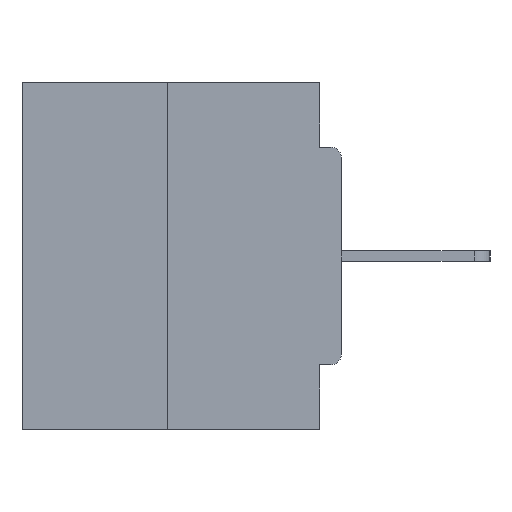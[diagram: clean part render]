
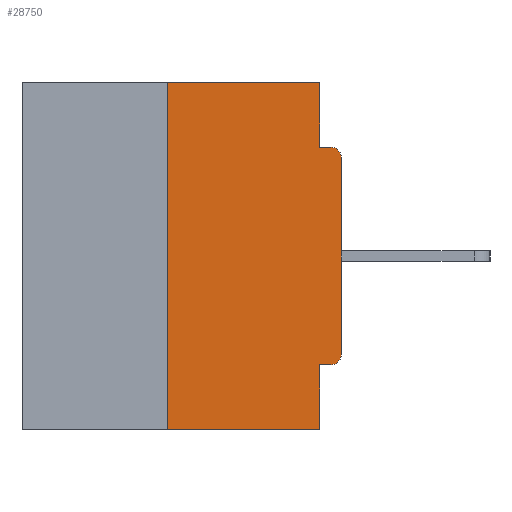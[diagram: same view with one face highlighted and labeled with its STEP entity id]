
A CAD part, left-side view. The second image highlights one B-rep face of the part: STEP entity #28750.
In plain terms, the highlighted planar face has unit normal (-1, 0, 0).
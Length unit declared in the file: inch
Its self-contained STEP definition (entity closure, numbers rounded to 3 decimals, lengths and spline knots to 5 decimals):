
#15 = AXIS2_PLACEMENT_3D ( 'NONE', #3355, #19435, #5641 ) ;
#65 = ORIENTED_EDGE ( 'NONE', *, *, #26476, .F. ) ;
#235 = EDGE_CURVE ( 'NONE', #26623, #2053, #18760, .T. ) ;
#654 = CARTESIAN_POINT ( 'NONE',  ( 0., 0.46, 0. ) ) ;
#1452 = FACE_OUTER_BOUND ( 'NONE', #26130, .T. ) ;
#1649 = EDGE_CURVE ( 'NONE', #21484, #23466, #23172, .T. ) ;
#1689 = EDGE_CURVE ( 'NONE', #22419, #21484, #28482, .T. ) ;
#1906 = DIRECTION ( 'NONE',  ( 0., -1., 0. ) ) ;
#2053 = VERTEX_POINT ( 'NONE', #25019 ) ;
#2813 = CARTESIAN_POINT ( 'NONE',  ( 0., 0.015, -0.4065 ) ) ;
#2922 = DIRECTION ( 'NONE',  ( 0., 0., -1. ) ) ;
#3355 = CARTESIAN_POINT ( 'NONE',  ( 0., 0.015, -0.1085 ) ) ;
#3494 = CARTESIAN_POINT ( 'NONE',  ( 0., 0.031, -0.0935 ) ) ;
#3615 = CARTESIAN_POINT ( 'NONE',  ( 0., 0.46, -0.5 ) ) ;
#4008 = VECTOR ( 'NONE', #20651, 39.37008 ) ;
#4064 = VECTOR ( 'NONE', #14229, 39.37008 ) ;
#4189 = EDGE_CURVE ( 'NONE', #22419, #25980, #17090, .T. ) ;
#4506 = CARTESIAN_POINT ( 'NONE',  ( 0., 0.031, 0. ) ) ;
#4954 = VECTOR ( 'NONE', #16917, 39.37008 ) ;
#5007 = CARTESIAN_POINT ( 'NONE',  ( 0., 0.015, -0.0935 ) ) ;
#5313 = CARTESIAN_POINT ( 'NONE',  ( 0., 0.031, 0. ) ) ;
#5380 = ORIENTED_EDGE ( 'NONE', *, *, #4189, .T. ) ;
#5641 = DIRECTION ( 'NONE',  ( 0., 0., -1. ) ) ;
#6502 = VECTOR ( 'NONE', #8533, 39.37008 ) ;
#7022 = VERTEX_POINT ( 'NONE', #17127 ) ;
#7168 = CARTESIAN_POINT ( 'NONE',  ( 0., 0., -0.4065 ) ) ;
#7171 = CARTESIAN_POINT ( 'NONE',  ( 0., 0.031, -0.5 ) ) ;
#8361 = EDGE_CURVE ( 'NONE', #7022, #22958, #15451, .T. ) ;
#8533 = DIRECTION ( 'NONE',  ( 0., 1., 0. ) ) ;
#9017 = ORIENTED_EDGE ( 'NONE', *, *, #235, .F. ) ;
#9157 = CARTESIAN_POINT ( 'NONE',  ( 0., 0.015, -0.3915 ) ) ;
#9514 = LINE ( 'NONE', #13328, #20978 ) ;
#10069 = CARTESIAN_POINT ( 'NONE',  ( 0., 0., -0.1085 ) ) ;
#10141 = LINE ( 'NONE', #4506, #4008 ) ;
#10304 = CARTESIAN_POINT ( 'NONE',  ( 0., 0.25, -0.5 ) ) ;
#10429 = ORIENTED_EDGE ( 'NONE', *, *, #26467, .T. ) ;
#10803 = ORIENTED_EDGE ( 'NONE', *, *, #25253, .F. ) ;
#11423 = DIRECTION ( 'NONE',  ( 0., 0., -1. ) ) ;
#13328 = CARTESIAN_POINT ( 'NONE',  ( 0., 0., -0.0935 ) ) ;
#14229 = DIRECTION ( 'NONE',  ( 0., -1., 0. ) ) ;
#14792 = ORIENTED_EDGE ( 'NONE', *, *, #8361, .T. ) ;
#15451 = LINE ( 'NONE', #16587, #21441 ) ;
#16034 = CARTESIAN_POINT ( 'NONE',  ( 0., 0.25, 0. ) ) ;
#16167 = CARTESIAN_POINT ( 'NONE',  ( 0., 0.25, 0. ) ) ;
#16521 = DIRECTION ( 'NONE',  ( 0., 0., 1. ) ) ;
#16587 = CARTESIAN_POINT ( 'NONE',  ( 0., 0., 0. ) ) ;
#16738 = DIRECTION ( 'NONE',  ( 1., 0., 0. ) ) ;
#16883 = CARTESIAN_POINT ( 'NONE',  ( 0., 0.46, 0. ) ) ;
#16917 = DIRECTION ( 'NONE',  ( 0., -1., 0. ) ) ;
#17090 = LINE ( 'NONE', #3615, #4064 ) ;
#17127 = CARTESIAN_POINT ( 'NONE',  ( 0., 0., -0.3915 ) ) ;
#17931 = CARTESIAN_POINT ( 'NONE',  ( 0., 0.031, -0.5 ) ) ;
#18760 = LINE ( 'NONE', #7168, #6502 ) ;
#19020 = EDGE_CURVE ( 'NONE', #22958, #21611, #25472, .T. ) ;
#19435 = DIRECTION ( 'NONE',  ( -1., 0., 0. ) ) ;
#20177 = DIRECTION ( 'NONE',  ( 0., 0., -1. ) ) ;
#20651 = DIRECTION ( 'NONE',  ( 0., 0., -1. ) ) ;
#20715 = VECTOR ( 'NONE', #20177, 39.37008 ) ;
#20944 = AXIS2_PLACEMENT_3D ( 'NONE', #654, #16738, #2922 ) ;
#20978 = VECTOR ( 'NONE', #1906, 39.37008 ) ;
#21441 = VECTOR ( 'NONE', #16521, 39.37008 ) ;
#21484 = VERTEX_POINT ( 'NONE', #16034 ) ;
#21611 = VERTEX_POINT ( 'NONE', #5007 ) ;
#22207 = ORIENTED_EDGE ( 'NONE', *, *, #19020, .T. ) ;
#22419 = VERTEX_POINT ( 'NONE', #10304 ) ;
#22889 = ORIENTED_EDGE ( 'NONE', *, *, #1689, .F. ) ;
#22958 = VERTEX_POINT ( 'NONE', #10069 ) ;
#22962 = CIRCLE ( 'NONE', #27514, 0.015 ) ;
#23172 = LINE ( 'NONE', #16883, #4954 ) ;
#23466 = VERTEX_POINT ( 'NONE', #5313 ) ;
#23751 = EDGE_CURVE ( 'NONE', #2053, #25980, #27424, .T. ) ;
#24324 = ORIENTED_EDGE ( 'NONE', *, *, #23751, .F. ) ;
#25019 = CARTESIAN_POINT ( 'NONE',  ( 0., 0.031, -0.4065 ) ) ;
#25085 = DIRECTION ( 'NONE',  ( -1., 0., 0. ) ) ;
#25253 = EDGE_CURVE ( 'NONE', #27201, #21611, #9514, .T. ) ;
#25472 = CIRCLE ( 'NONE', #15, 0.015 ) ;
#25712 = PLANE ( 'NONE',  #20944 ) ;
#25968 = DIRECTION ( 'NONE',  ( 0., 0., 1. ) ) ;
#25980 = VERTEX_POINT ( 'NONE', #7171 ) ;
#26130 = EDGE_LOOP ( 'NONE', ( #27521, #22889, #5380, #24324, #9017, #10429, #14792, #22207, #10803, #65 ) ) ;
#26467 = EDGE_CURVE ( 'NONE', #26623, #7022, #22962, .T. ) ;
#26476 = EDGE_CURVE ( 'NONE', #23466, #27201, #10141, .T. ) ;
#26623 = VERTEX_POINT ( 'NONE', #2813 ) ;
#27201 = VERTEX_POINT ( 'NONE', #3494 ) ;
#27424 = LINE ( 'NONE', #17931, #20715 ) ;
#27514 = AXIS2_PLACEMENT_3D ( 'NONE', #9157, #25085, #11423 ) ;
#27521 = ORIENTED_EDGE ( 'NONE', *, *, #1649, .F. ) ;
#27804 = VECTOR ( 'NONE', #25968, 39.37008 ) ;
#28482 = LINE ( 'NONE', #16167, #27804 ) ;
#28750 = ADVANCED_FACE ( 'NONE', ( #1452 ), #25712, .F. ) ;
